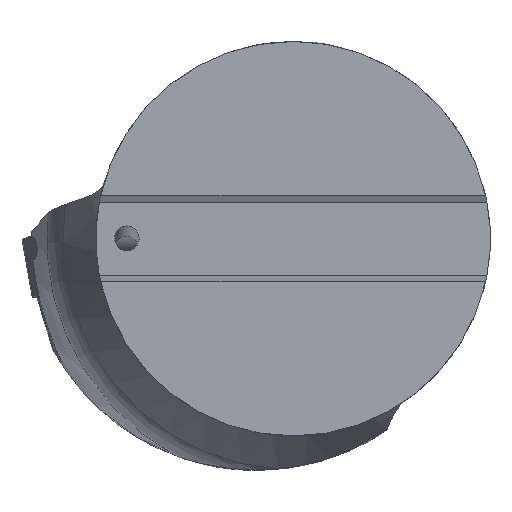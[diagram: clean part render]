
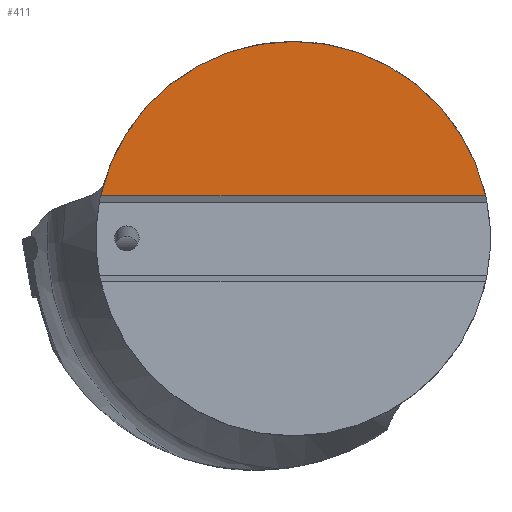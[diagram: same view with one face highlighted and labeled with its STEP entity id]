
A CAD part, top view. The second image highlights one B-rep face of the part: STEP entity #411.
In plain terms, the highlighted planar face has unit normal (0, 0, 1).
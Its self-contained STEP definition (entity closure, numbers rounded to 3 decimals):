
#411=ADVANCED_FACE('240[2]',(#1172),#1173,.T.);
#454=EDGE_CURVE('240[2]',#1245,#1246,#1247,.T.);
#705=EDGE_CURVE('240[2]',#1245,#1246,#1611,.T.);
#1172=FACE_OUTER_BOUND('',#2210,.T.);
#1173=PLANE('',#2211);
#1245=VERTEX_POINT('NONE',#2368);
#1246=VERTEX_POINT('NONE',#2369);
#1247=CIRCLE('',#2370,16.0);
#1611=LINE('',#3078,#3079);
#2210=EDGE_LOOP('',(#4077,#4078));
#2211=AXIS2_PLACEMENT_3D('',#4079,#4080,#4081);
#2368=CARTESIAN_POINT('',(-15.612,3.5,0.));
#2369=CARTESIAN_POINT('',(15.612,3.5,0.));
#2370=AXIS2_PLACEMENT_3D('',#4133,#4134,#4135);
#3078=CARTESIAN_POINT('',(-28.5,3.5,0.));
#3079=VECTOR('',#4507,1.0);
#4077=ORIENTED_EDGE('',*,*,#705,.T.);
#4078=ORIENTED_EDGE('',*,*,#454,.F.);
#4079=CARTESIAN_POINT('',(-7.0,0.,0.0));
#4080=DIRECTION('',(0.,0.,1.0));
#4081=DIRECTION('',(1.0,0.,0.0));
#4133=CARTESIAN_POINT('',(0.,0.,0.0));
#4134=DIRECTION('',(0.,0.,-1.0));
#4135=DIRECTION('',(0.,1.0,0.));
#4507=DIRECTION('',(1.0,0.,0.));
